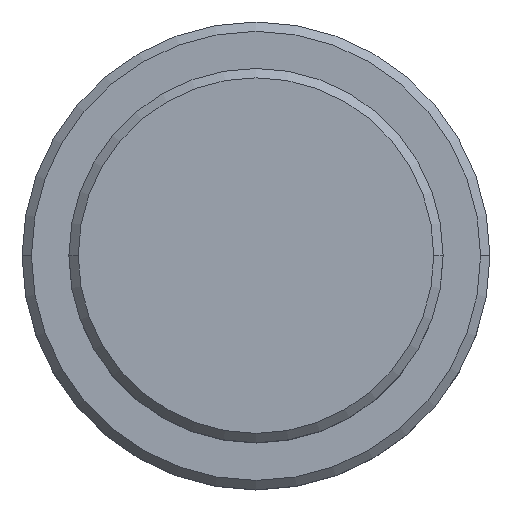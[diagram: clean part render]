
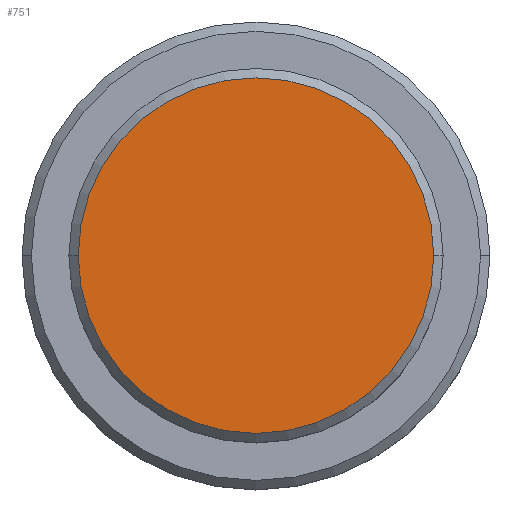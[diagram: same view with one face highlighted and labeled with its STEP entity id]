
A CAD part, top view. The second image highlights one B-rep face of the part: STEP entity #751.
In plain terms, the highlighted planar face has unit normal (0, 0, 1).
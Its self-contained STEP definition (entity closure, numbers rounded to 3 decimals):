
#8 = AXIS2_PLACEMENT_3D ( 'NONE', #503, #611, #948 ) ;
#59 = AXIS2_PLACEMENT_3D ( 'NONE', #1017, #806, #1152 ) ;
#263 = AXIS2_PLACEMENT_3D ( 'NONE', #1223, #349, #750 ) ;
#349 = DIRECTION ( 'NONE',  ( 0., 0., 1. ) ) ;
#443 = CIRCLE ( 'NONE', #59, 9.5 ) ;
#466 = CARTESIAN_POINT ( 'NONE',  ( -9.5, 0., 0. ) ) ;
#500 = EDGE_CURVE ( 'NONE', #1096, #641, #1248, .T. ) ;
#503 = CARTESIAN_POINT ( 'NONE',  ( 0., 0., 0. ) ) ;
#611 = DIRECTION ( 'NONE',  ( 0., 0., 1. ) ) ;
#641 = VERTEX_POINT ( 'NONE', #466 ) ;
#669 = CARTESIAN_POINT ( 'NONE',  ( 9.5, 0., 0. ) ) ;
#750 = DIRECTION ( 'NONE',  ( 1., 0., 0. ) ) ;
#751 = ADVANCED_FACE ( 'NONE', ( #1206 ), #984, .T. ) ;
#806 = DIRECTION ( 'NONE',  ( 0., 0., 1. ) ) ;
#948 = DIRECTION ( 'NONE',  ( 1., 0., 0. ) ) ;
#984 = PLANE ( 'NONE',  #263 ) ;
#1017 = CARTESIAN_POINT ( 'NONE',  ( 0., 0., 0. ) ) ;
#1080 = ORIENTED_EDGE ( 'NONE', *, *, #500, .T. ) ;
#1096 = VERTEX_POINT ( 'NONE', #669 ) ;
#1152 = DIRECTION ( 'NONE',  ( 1., 0., 0. ) ) ;
#1206 = FACE_OUTER_BOUND ( 'NONE', #1216, .T. ) ;
#1216 = EDGE_LOOP ( 'NONE', ( #1325, #1080 ) ) ;
#1223 = CARTESIAN_POINT ( 'NONE',  ( 0., 0., 0. ) ) ;
#1248 = CIRCLE ( 'NONE', #8, 9.5 ) ;
#1267 = EDGE_CURVE ( 'NONE', #641, #1096, #443, .T. ) ;
#1325 = ORIENTED_EDGE ( 'NONE', *, *, #1267, .T. ) ;
